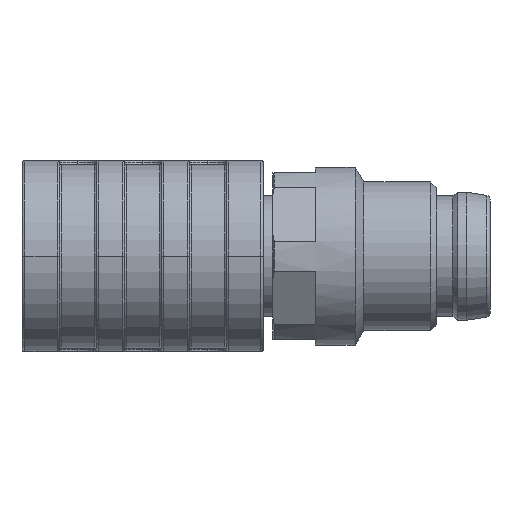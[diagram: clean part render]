
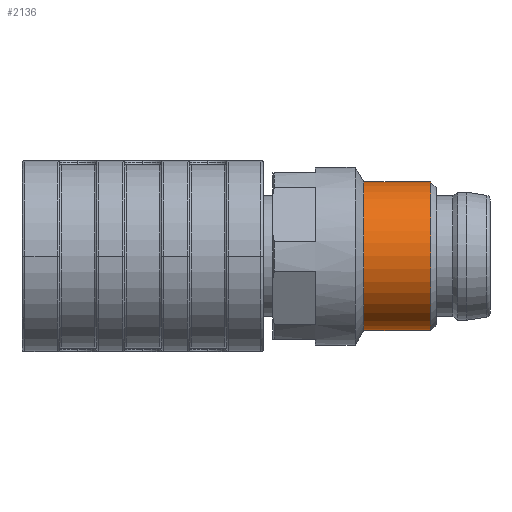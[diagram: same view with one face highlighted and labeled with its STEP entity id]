
A CAD part, front view. The second image highlights one B-rep face of the part: STEP entity #2136.
In plain terms, the highlighted cylindrical face has radius 4 mm (diameter 8 mm), a full revolution.
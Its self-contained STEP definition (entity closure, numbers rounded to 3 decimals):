
#1245=CYLINDRICAL_SURFACE('',#7749,4.);
#2136=ADVANCED_FACE('',(#2325,#2326),#1245,.T.);
#2325=FACE_BOUND('',#2816,.T.);
#2326=FACE_BOUND('',#2817,.T.);
#2816=EDGE_LOOP('',(#4630));
#2817=EDGE_LOOP('',(#4631));
#4630=ORIENTED_EDGE('',*,*,#6320,.F.);
#4631=ORIENTED_EDGE('',*,*,#6319,.T.);
#5374=VERTEX_POINT('',#13162);
#5375=VERTEX_POINT('',#13165);
#6319=EDGE_CURVE('',#5374,#5374,#6875,.T.);
#6320=EDGE_CURVE('',#5375,#5375,#6876,.T.);
#6875=CIRCLE('',#7746,4.);
#6876=CIRCLE('',#7748,4.);
#7746=AXIS2_PLACEMENT_3D('',#13161,#9828,#9829);
#7748=AXIS2_PLACEMENT_3D('',#13164,#9832,#9833);
#7749=AXIS2_PLACEMENT_3D('',#13166,#9834,#9835);
#9828=DIRECTION('',(-1.,0.,0.));
#9829=DIRECTION('',(0.,0.,1.));
#9832=DIRECTION('',(-1.,0.,0.));
#9833=DIRECTION('',(0.,0.,1.));
#9834=DIRECTION('',(-1.,0.,0.));
#9835=DIRECTION('',(0.,0.,1.));
#13161=CARTESIAN_POINT('',(103.202,11.101,-0.023));
#13162=CARTESIAN_POINT('',(103.202,11.101,3.977));
#13164=CARTESIAN_POINT('',(99.602,11.101,-0.023));
#13165=CARTESIAN_POINT('',(99.602,11.101,3.977));
#13166=CARTESIAN_POINT('',(93.002,11.101,-0.023));
